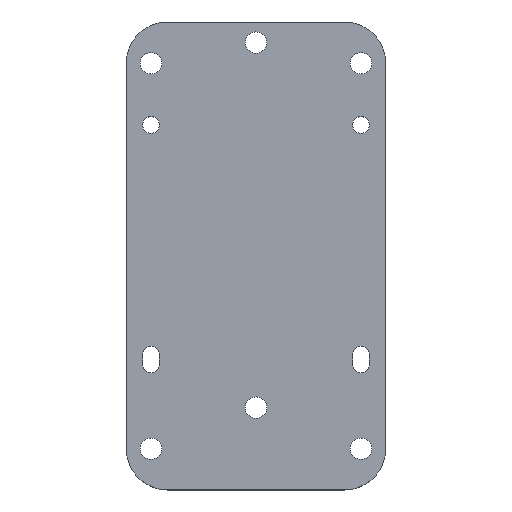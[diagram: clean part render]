
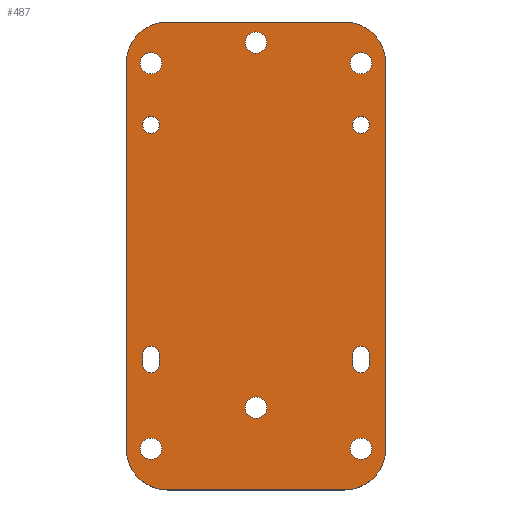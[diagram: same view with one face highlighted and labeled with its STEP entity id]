
A CAD part, top view. The second image highlights one B-rep face of the part: STEP entity #487.
In plain terms, the highlighted planar face has unit normal (0, 0, 1).
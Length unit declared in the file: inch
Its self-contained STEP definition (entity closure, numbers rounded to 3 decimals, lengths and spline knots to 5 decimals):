
#15=FACE_BOUND('',#82,.T.);
#16=FACE_BOUND('',#83,.T.);
#17=FACE_BOUND('',#84,.T.);
#18=FACE_BOUND('',#85,.T.);
#19=FACE_BOUND('',#86,.T.);
#20=FACE_BOUND('',#87,.T.);
#21=FACE_BOUND('',#88,.T.);
#22=FACE_BOUND('',#89,.T.);
#23=FACE_BOUND('',#90,.T.);
#24=FACE_BOUND('',#91,.T.);
#44=PLANE('',#535);
#55=FACE_OUTER_BOUND('',#81,.T.);
#81=EDGE_LOOP('',(#349,#350,#351,#352,#353,#354,#355,#356));
#82=EDGE_LOOP('',(#357,#358,#359,#360));
#83=EDGE_LOOP('',(#361,#362,#363,#364));
#84=EDGE_LOOP('',(#365));
#85=EDGE_LOOP('',(#366));
#86=EDGE_LOOP('',(#367));
#87=EDGE_LOOP('',(#368));
#88=EDGE_LOOP('',(#369));
#89=EDGE_LOOP('',(#370));
#90=EDGE_LOOP('',(#371));
#91=EDGE_LOOP('',(#372));
#135=LINE('',#751,#167);
#138=LINE('',#757,#170);
#139=LINE('',#761,#171);
#140=LINE('',#765,#172);
#141=LINE('',#771,#173);
#142=LINE('',#774,#174);
#143=LINE('',#779,#175);
#144=LINE('',#782,#176);
#167=VECTOR('',#601,0.3937);
#170=VECTOR('',#606,0.3937);
#171=VECTOR('',#609,0.3937);
#172=VECTOR('',#612,0.3937);
#173=VECTOR('',#617,0.3937);
#174=VECTOR('',#620,0.3937);
#175=VECTOR('',#623,0.3937);
#176=VECTOR('',#626,0.3937);
#197=CIRCLE('',#532,0.5);
#199=CIRCLE('',#536,0.5);
#200=CIRCLE('',#537,0.5);
#201=CIRCLE('',#538,0.5);
#202=CIRCLE('',#539,0.10236);
#203=CIRCLE('',#540,0.10236);
#204=CIRCLE('',#541,0.10236);
#205=CIRCLE('',#542,0.10236);
#206=CIRCLE('',#543,0.13);
#207=CIRCLE('',#544,0.13);
#208=CIRCLE('',#545,0.13);
#209=CIRCLE('',#546,0.13);
#210=CIRCLE('',#547,0.13);
#211=CIRCLE('',#548,0.13);
#212=CIRCLE('',#549,0.10236);
#213=CIRCLE('',#550,0.10236);
#229=VERTEX_POINT('',#741);
#230=VERTEX_POINT('',#742);
#233=VERTEX_POINT('',#750);
#235=VERTEX_POINT('',#756);
#236=VERTEX_POINT('',#758);
#237=VERTEX_POINT('',#760);
#238=VERTEX_POINT('',#762);
#239=VERTEX_POINT('',#764);
#240=VERTEX_POINT('',#767);
#241=VERTEX_POINT('',#768);
#242=VERTEX_POINT('',#770);
#243=VERTEX_POINT('',#772);
#244=VERTEX_POINT('',#775);
#245=VERTEX_POINT('',#776);
#246=VERTEX_POINT('',#778);
#247=VERTEX_POINT('',#780);
#248=VERTEX_POINT('',#783);
#249=VERTEX_POINT('',#785);
#250=VERTEX_POINT('',#787);
#251=VERTEX_POINT('',#789);
#252=VERTEX_POINT('',#791);
#253=VERTEX_POINT('',#793);
#254=VERTEX_POINT('',#795);
#255=VERTEX_POINT('',#797);
#277=EDGE_CURVE('',#229,#230,#197,.T.);
#281=EDGE_CURVE('',#233,#230,#135,.T.);
#284=EDGE_CURVE('',#229,#235,#138,.T.);
#285=EDGE_CURVE('',#236,#235,#199,.T.);
#286=EDGE_CURVE('',#236,#237,#139,.T.);
#287=EDGE_CURVE('',#238,#237,#200,.T.);
#288=EDGE_CURVE('',#238,#239,#140,.T.);
#289=EDGE_CURVE('',#233,#239,#201,.T.);
#290=EDGE_CURVE('',#240,#241,#202,.T.);
#291=EDGE_CURVE('',#241,#242,#141,.T.);
#292=EDGE_CURVE('',#242,#243,#203,.T.);
#293=EDGE_CURVE('',#243,#240,#142,.T.);
#294=EDGE_CURVE('',#244,#245,#204,.T.);
#295=EDGE_CURVE('',#245,#246,#143,.T.);
#296=EDGE_CURVE('',#246,#247,#205,.T.);
#297=EDGE_CURVE('',#247,#244,#144,.T.);
#298=EDGE_CURVE('',#248,#248,#206,.T.);
#299=EDGE_CURVE('',#249,#249,#207,.T.);
#300=EDGE_CURVE('',#250,#250,#208,.T.);
#301=EDGE_CURVE('',#251,#251,#209,.T.);
#302=EDGE_CURVE('',#252,#252,#210,.T.);
#303=EDGE_CURVE('',#253,#253,#211,.T.);
#304=EDGE_CURVE('',#254,#254,#212,.T.);
#305=EDGE_CURVE('',#255,#255,#213,.T.);
#349=ORIENTED_EDGE('',*,*,#277,.F.);
#350=ORIENTED_EDGE('',*,*,#284,.T.);
#351=ORIENTED_EDGE('',*,*,#285,.F.);
#352=ORIENTED_EDGE('',*,*,#286,.T.);
#353=ORIENTED_EDGE('',*,*,#287,.F.);
#354=ORIENTED_EDGE('',*,*,#288,.T.);
#355=ORIENTED_EDGE('',*,*,#289,.F.);
#356=ORIENTED_EDGE('',*,*,#281,.T.);
#357=ORIENTED_EDGE('',*,*,#290,.T.);
#358=ORIENTED_EDGE('',*,*,#291,.T.);
#359=ORIENTED_EDGE('',*,*,#292,.T.);
#360=ORIENTED_EDGE('',*,*,#293,.T.);
#361=ORIENTED_EDGE('',*,*,#294,.T.);
#362=ORIENTED_EDGE('',*,*,#295,.T.);
#363=ORIENTED_EDGE('',*,*,#296,.T.);
#364=ORIENTED_EDGE('',*,*,#297,.T.);
#365=ORIENTED_EDGE('',*,*,#298,.T.);
#366=ORIENTED_EDGE('',*,*,#299,.T.);
#367=ORIENTED_EDGE('',*,*,#300,.T.);
#368=ORIENTED_EDGE('',*,*,#301,.T.);
#369=ORIENTED_EDGE('',*,*,#302,.T.);
#370=ORIENTED_EDGE('',*,*,#303,.T.);
#371=ORIENTED_EDGE('',*,*,#304,.T.);
#372=ORIENTED_EDGE('',*,*,#305,.T.);
#487=ADVANCED_FACE('',(#55,#15,#16,#17,#18,#19,#20,#21,#22,#23,#24),#44,
 .T.);
#532=AXIS2_PLACEMENT_3D('',#743,#593,#594);
#535=AXIS2_PLACEMENT_3D('',#755,#604,#605);
#536=AXIS2_PLACEMENT_3D('',#759,#607,#608);
#537=AXIS2_PLACEMENT_3D('',#763,#610,#611);
#538=AXIS2_PLACEMENT_3D('',#766,#613,#614);
#539=AXIS2_PLACEMENT_3D('',#769,#615,#616);
#540=AXIS2_PLACEMENT_3D('',#773,#618,#619);
#541=AXIS2_PLACEMENT_3D('',#777,#621,#622);
#542=AXIS2_PLACEMENT_3D('',#781,#624,#625);
#543=AXIS2_PLACEMENT_3D('',#784,#627,#628);
#544=AXIS2_PLACEMENT_3D('',#786,#629,#630);
#545=AXIS2_PLACEMENT_3D('',#788,#631,#632);
#546=AXIS2_PLACEMENT_3D('',#790,#633,#634);
#547=AXIS2_PLACEMENT_3D('',#792,#635,#636);
#548=AXIS2_PLACEMENT_3D('',#794,#637,#638);
#549=AXIS2_PLACEMENT_3D('',#796,#639,#640);
#550=AXIS2_PLACEMENT_3D('',#798,#641,#642);
#593=DIRECTION('center_axis',(0.,0.,-1.));
#594=DIRECTION('ref_axis',(0.707,-0.707,0.));
#601=DIRECTION('',(1.,0.,0.));
#604=DIRECTION('center_axis',(0.,0.,1.));
#605=DIRECTION('ref_axis',(1.,0.,0.));
#606=DIRECTION('',(0.,1.,0.));
#607=DIRECTION('center_axis',(0.,0.,-1.));
#608=DIRECTION('ref_axis',(0.707,0.707,0.));
#609=DIRECTION('',(-1.,0.,0.));
#610=DIRECTION('center_axis',(0.,0.,-1.));
#611=DIRECTION('ref_axis',(-0.707,0.707,0.));
#612=DIRECTION('',(0.,-1.,0.));
#613=DIRECTION('center_axis',(0.,0.,-1.));
#614=DIRECTION('ref_axis',(-0.707,-0.707,0.));
#615=DIRECTION('center_axis',(0.,0.,-1.));
#616=DIRECTION('ref_axis',(1.,0.,0.));
#617=DIRECTION('',(0.,-1.,0.));
#618=DIRECTION('center_axis',(0.,0.,-1.));
#619=DIRECTION('ref_axis',(-1.,0.,0.));
#620=DIRECTION('',(0.,1.,0.));
#621=DIRECTION('center_axis',(0.,0.,-1.));
#622=DIRECTION('ref_axis',(1.,0.,0.));
#623=DIRECTION('',(0.,1.,0.));
#624=DIRECTION('center_axis',(0.,0.,-1.));
#625=DIRECTION('ref_axis',(-1.,0.,0.));
#626=DIRECTION('',(0.,-1.,0.));
#627=DIRECTION('center_axis',(0.,0.,-1.));
#628=DIRECTION('ref_axis',(-1.,0.,0.));
#629=DIRECTION('center_axis',(0.,0.,-1.));
#630=DIRECTION('ref_axis',(-1.,0.,0.));
#631=DIRECTION('center_axis',(0.,0.,-1.));
#632=DIRECTION('ref_axis',(-1.,0.,0.));
#633=DIRECTION('center_axis',(0.,0.,-1.));
#634=DIRECTION('ref_axis',(-1.,0.,0.));
#635=DIRECTION('center_axis',(0.,0.,-1.));
#636=DIRECTION('ref_axis',(-1.,0.,0.));
#637=DIRECTION('center_axis',(0.,0.,-1.));
#638=DIRECTION('ref_axis',(-1.,0.,0.));
#639=DIRECTION('center_axis',(0.,0.,-1.));
#640=DIRECTION('ref_axis',(-1.,0.,0.));
#641=DIRECTION('center_axis',(0.,0.,-1.));
#642=DIRECTION('ref_axis',(-1.,0.,0.));
#741=CARTESIAN_POINT('',(1.32298,-4.62953,0.22047));
#742=CARTESIAN_POINT('',(0.82298,-5.12953,0.22047));
#743=CARTESIAN_POINT('Origin',(0.82298,-4.62953,0.22047));
#750=CARTESIAN_POINT('',(-1.32821,-5.12953,0.22047));
#751=CARTESIAN_POINT('',(1.32298,-5.12953,0.22047));
#755=CARTESIAN_POINT('Origin',(-0.25261,-2.28703,0.22047));
#756=CARTESIAN_POINT('',(1.32298,0.05547,0.22047));
#757=CARTESIAN_POINT('',(1.32298,0.55547,0.22047));
#758=CARTESIAN_POINT('',(0.82298,0.55547,0.22047));
#759=CARTESIAN_POINT('Origin',(0.82298,0.05547,0.22047));
#760=CARTESIAN_POINT('',(-1.32821,0.55547,0.22047));
#761=CARTESIAN_POINT('',(-1.82821,0.55547,0.22047));
#762=CARTESIAN_POINT('',(-1.82821,0.05547,0.22047));
#763=CARTESIAN_POINT('Origin',(-1.32821,0.05547,0.22047));
#764=CARTESIAN_POINT('',(-1.82821,-4.62953,0.22047));
#765=CARTESIAN_POINT('',(-1.82821,-5.12953,0.22047));
#766=CARTESIAN_POINT('Origin',(-1.32821,-4.62953,0.22047));
#767=CARTESIAN_POINT('',(-1.63057,-3.48579,0.22047));
#768=CARTESIAN_POINT('',(-1.42584,-3.48579,0.22047));
#769=CARTESIAN_POINT('Origin',(-1.52821,-3.48579,0.22047));
#770=CARTESIAN_POINT('',(-1.42584,-3.6039,0.22047));
#771=CARTESIAN_POINT('',(-1.42584,-2.94547,0.22047));
#772=CARTESIAN_POINT('',(-1.63057,-3.6039,0.22047));
#773=CARTESIAN_POINT('Origin',(-1.52821,-3.6039,0.22047));
#774=CARTESIAN_POINT('',(-1.63057,-2.88641,0.22047));
#775=CARTESIAN_POINT('',(1.12534,-3.6039,0.22047));
#776=CARTESIAN_POINT('',(0.92061,-3.6039,0.22047));
#777=CARTESIAN_POINT('Origin',(1.02298,-3.6039,0.22047));
#778=CARTESIAN_POINT('',(0.92061,-3.48579,0.22047));
#779=CARTESIAN_POINT('',(0.92061,-2.88641,0.22047));
#780=CARTESIAN_POINT('',(1.12534,-3.48579,0.22047));
#781=CARTESIAN_POINT('Origin',(1.02298,-3.48579,0.22047));
#782=CARTESIAN_POINT('',(1.12534,-2.94547,0.22047));
#783=CARTESIAN_POINT('',(-0.12261,-4.12953,0.22047));
#784=CARTESIAN_POINT('Origin',(-0.25261,-4.12953,0.22047));
#785=CARTESIAN_POINT('',(-0.12261,0.30547,0.22047));
#786=CARTESIAN_POINT('Origin',(-0.25261,0.30547,0.22047));
#787=CARTESIAN_POINT('',(-1.39821,-4.62953,0.22047));
#788=CARTESIAN_POINT('Origin',(-1.52821,-4.62953,0.22047));
#789=CARTESIAN_POINT('',(1.15298,-4.62953,0.22047));
#790=CARTESIAN_POINT('Origin',(1.02298,-4.62953,0.22047));
#791=CARTESIAN_POINT('',(-1.39821,0.05547,0.22047));
#792=CARTESIAN_POINT('Origin',(-1.52821,0.05547,0.22047));
#793=CARTESIAN_POINT('',(1.15298,0.05547,0.22047));
#794=CARTESIAN_POINT('Origin',(1.02298,0.05547,0.22047));
#795=CARTESIAN_POINT('',(1.12534,-0.69453,0.22047));
#796=CARTESIAN_POINT('Origin',(1.02298,-0.69453,0.22047));
#797=CARTESIAN_POINT('',(-1.42584,-0.69453,0.22047));
#798=CARTESIAN_POINT('Origin',(-1.52821,-0.69453,0.22047));
